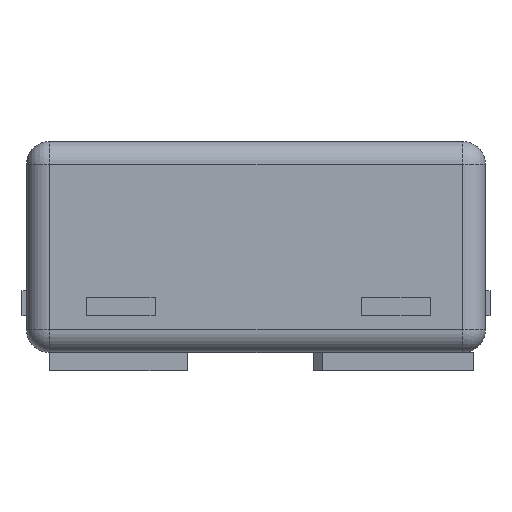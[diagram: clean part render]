
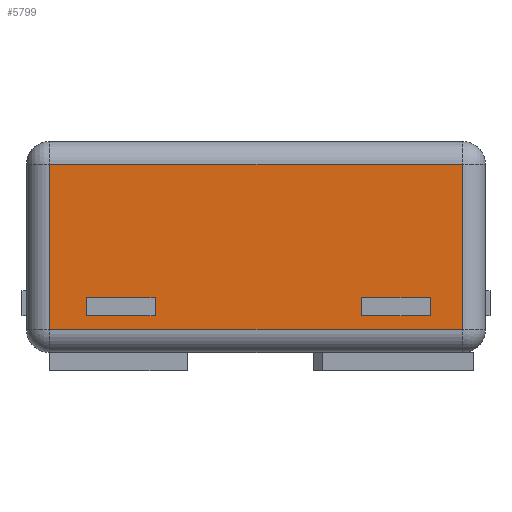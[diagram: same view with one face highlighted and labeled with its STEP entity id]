
A CAD part, left-side view. The second image highlights one B-rep face of the part: STEP entity #5799.
In plain terms, the highlighted planar face has unit normal (-1, 0, 0).
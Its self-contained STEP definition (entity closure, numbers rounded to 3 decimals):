
#194 = EDGE_LOOP ( 'NONE', ( #4266, #26376, #2264, #24395 ) ) ;
#393 = ORIENTED_EDGE ( 'NONE', *, *, #28613, .F. ) ;
#501 = DIRECTION ( 'NONE',  ( 0., 0., -1. ) ) ;
#820 = VECTOR ( 'NONE', #20008, 1000. ) ;
#1081 = EDGE_CURVE ( 'NONE', #26695, #3070, #15088, .T. ) ;
#1226 = VECTOR ( 'NONE', #24841, 1000. ) ;
#1695 = VERTEX_POINT ( 'NONE', #12456 ) ;
#1880 = VERTEX_POINT ( 'NONE', #22213 ) ;
#2145 = ORIENTED_EDGE ( 'NONE', *, *, #29493, .F. ) ;
#2264 = ORIENTED_EDGE ( 'NONE', *, *, #1081, .T. ) ;
#2503 = VERTEX_POINT ( 'NONE', #21439 ) ;
#3070 = VERTEX_POINT ( 'NONE', #30295 ) ;
#3198 = LINE ( 'NONE', #27177, #1226 ) ;
#3913 = EDGE_CURVE ( 'NONE', #1880, #1695, #12643, .T. ) ;
#4098 = DIRECTION ( 'NONE',  ( 0., 1., 0. ) ) ;
#4266 = ORIENTED_EDGE ( 'NONE', *, *, #3913, .T. ) ;
#4854 = EDGE_CURVE ( 'NONE', #24519, #24222, #3198, .T. ) ;
#4918 = VECTOR ( 'NONE', #14738, 1000. ) ;
#5697 = FACE_BOUND ( 'NONE', #21469, .T. ) ;
#5799 = ADVANCED_FACE ( 'NONE', ( #24849, #24527, #5697 ), #22516, .F. ) ;
#5828 = DIRECTION ( 'NONE',  ( 0., 0., 1. ) ) ;
#6170 = VECTOR ( 'NONE', #23390, 1000. ) ;
#6840 = CARTESIAN_POINT ( 'NONE',  ( -0.75, -0.38, 0.16 ) ) ;
#7163 = LINE ( 'NONE', #28504, #17994 ) ;
#7341 = CARTESIAN_POINT ( 'NONE',  ( -0.75, 0.22, 0.12 ) ) ;
#7528 = LINE ( 'NONE', #17075, #4918 ) ;
#8559 = VECTOR ( 'NONE', #501, 1000. ) ;
#9708 = DIRECTION ( 'NONE',  ( 0., 1., 0. ) ) ;
#9814 = CARTESIAN_POINT ( 'NONE',  ( -0.75, 0.37, 0.12 ) ) ;
#10041 = EDGE_CURVE ( 'NONE', #1695, #26695, #12304, .T. ) ;
#10732 = CARTESIAN_POINT ( 'NONE',  ( -0.75, 0.22, 0.12 ) ) ;
#10752 = CARTESIAN_POINT ( 'NONE',  ( -0.75, 0.5, 0.5 ) ) ;
#11796 = VECTOR ( 'NONE', #22833, 1000. ) ;
#12304 = LINE ( 'NONE', #14453, #8559 ) ;
#12336 = LINE ( 'NONE', #9814, #16763 ) ;
#12456 = CARTESIAN_POINT ( 'NONE',  ( -0.75, 0.45, 0.45 ) ) ;
#12539 = ORIENTED_EDGE ( 'NONE', *, *, #26043, .F. ) ;
#12569 = EDGE_CURVE ( 'NONE', #24235, #26238, #22496, .T. ) ;
#12643 = LINE ( 'NONE', #19127, #27617 ) ;
#12717 = ORIENTED_EDGE ( 'NONE', *, *, #21450, .F. ) ;
#13049 = CARTESIAN_POINT ( 'NONE',  ( -0.75, -0.45, 0.5 ) ) ;
#13575 = EDGE_LOOP ( 'NONE', ( #2145, #393, #12717, #30745 ) ) ;
#14453 = CARTESIAN_POINT ( 'NONE',  ( -0.75, 0.45, 0.5 ) ) ;
#14738 = DIRECTION ( 'NONE',  ( 0., 0., -1. ) ) ;
#14905 = VECTOR ( 'NONE', #5828, 1000. ) ;
#15088 = LINE ( 'NONE', #29206, #820 ) ;
#15387 = EDGE_CURVE ( 'NONE', #25755, #24235, #12336, .T. ) ;
#15432 = LINE ( 'NONE', #17731, #28156 ) ;
#15578 = LINE ( 'NONE', #20206, #11796 ) ;
#15667 = LINE ( 'NONE', #13049, #14905 ) ;
#15692 = DIRECTION ( 'NONE',  ( 1., 0., 0. ) ) ;
#16056 = CARTESIAN_POINT ( 'NONE',  ( -0.75, 0.37, 0.12 ) ) ;
#16646 = VERTEX_POINT ( 'NONE', #24798 ) ;
#16763 = VECTOR ( 'NONE', #24387, 1000. ) ;
#16875 = ORIENTED_EDGE ( 'NONE', *, *, #15387, .F. ) ;
#17075 = CARTESIAN_POINT ( 'NONE',  ( -0.75, -0.23, 0.12 ) ) ;
#17731 = CARTESIAN_POINT ( 'NONE',  ( -0.75, 0.22, 0.16 ) ) ;
#17994 = VECTOR ( 'NONE', #9708, 1000. ) ;
#18051 = CARTESIAN_POINT ( 'NONE',  ( -0.75, -0.23, 0.12 ) ) ;
#18656 = VECTOR ( 'NONE', #29726, 1000. ) ;
#19127 = CARTESIAN_POINT ( 'NONE',  ( -0.75, 0.5, 0.45 ) ) ;
#20008 = DIRECTION ( 'NONE',  ( 0., -1., 0. ) ) ;
#20161 = AXIS2_PLACEMENT_3D ( 'NONE', #10752, #15692, #4098 ) ;
#20206 = CARTESIAN_POINT ( 'NONE',  ( -0.75, 0.22, 0.12 ) ) ;
#21307 = CARTESIAN_POINT ( 'NONE',  ( -0.75, -0.38, 0.12 ) ) ;
#21439 = CARTESIAN_POINT ( 'NONE',  ( -0.75, 0.22, 0.16 ) ) ;
#21450 = EDGE_CURVE ( 'NONE', #24222, #16646, #7163, .T. ) ;
#21469 = EDGE_LOOP ( 'NONE', ( #29854, #16875, #12539, #23981 ) ) ;
#22213 = CARTESIAN_POINT ( 'NONE',  ( -0.75, -0.45, 0.45 ) ) ;
#22496 = LINE ( 'NONE', #10732, #6170 ) ;
#22509 = VERTEX_POINT ( 'NONE', #18051 ) ;
#22516 = PLANE ( 'NONE',  #20161 ) ;
#22537 = LINE ( 'NONE', #29877, #18656 ) ;
#22833 = DIRECTION ( 'NONE',  ( 0., 0., 1. ) ) ;
#23390 = DIRECTION ( 'NONE',  ( 0., -1., 0. ) ) ;
#23981 = ORIENTED_EDGE ( 'NONE', *, *, #28796, .F. ) ;
#24091 = CARTESIAN_POINT ( 'NONE',  ( -0.75, 0.45, 0.09 ) ) ;
#24222 = VERTEX_POINT ( 'NONE', #6840 ) ;
#24235 = VERTEX_POINT ( 'NONE', #16056 ) ;
#24257 = DIRECTION ( 'NONE',  ( 0., 1., 0. ) ) ;
#24387 = DIRECTION ( 'NONE',  ( 0., 0., -1. ) ) ;
#24395 = ORIENTED_EDGE ( 'NONE', *, *, #27751, .T. ) ;
#24519 = VERTEX_POINT ( 'NONE', #21307 ) ;
#24527 = FACE_BOUND ( 'NONE', #13575, .T. ) ;
#24798 = CARTESIAN_POINT ( 'NONE',  ( -0.75, -0.23, 0.16 ) ) ;
#24841 = DIRECTION ( 'NONE',  ( 0., 0., 1. ) ) ;
#24849 = FACE_OUTER_BOUND ( 'NONE', #194, .T. ) ;
#25755 = VERTEX_POINT ( 'NONE', #29976 ) ;
#26043 = EDGE_CURVE ( 'NONE', #2503, #25755, #15432, .T. ) ;
#26238 = VERTEX_POINT ( 'NONE', #7341 ) ;
#26376 = ORIENTED_EDGE ( 'NONE', *, *, #10041, .T. ) ;
#26695 = VERTEX_POINT ( 'NONE', #24091 ) ;
#27177 = CARTESIAN_POINT ( 'NONE',  ( -0.75, -0.38, 0.12 ) ) ;
#27617 = VECTOR ( 'NONE', #24257, 1000. ) ;
#27751 = EDGE_CURVE ( 'NONE', #3070, #1880, #15667, .T. ) ;
#28156 = VECTOR ( 'NONE', #29254, 1000. ) ;
#28504 = CARTESIAN_POINT ( 'NONE',  ( -0.75, -0.38, 0.16 ) ) ;
#28613 = EDGE_CURVE ( 'NONE', #16646, #22509, #7528, .T. ) ;
#28796 = EDGE_CURVE ( 'NONE', #26238, #2503, #15578, .T. ) ;
#29206 = CARTESIAN_POINT ( 'NONE',  ( -0.75, 0.5, 0.09 ) ) ;
#29254 = DIRECTION ( 'NONE',  ( 0., 1., 0. ) ) ;
#29493 = EDGE_CURVE ( 'NONE', #22509, #24519, #22537, .T. ) ;
#29726 = DIRECTION ( 'NONE',  ( 0., -1., 0. ) ) ;
#29854 = ORIENTED_EDGE ( 'NONE', *, *, #12569, .F. ) ;
#29877 = CARTESIAN_POINT ( 'NONE',  ( -0.75, -0.38, 0.12 ) ) ;
#29976 = CARTESIAN_POINT ( 'NONE',  ( -0.75, 0.37, 0.16 ) ) ;
#30295 = CARTESIAN_POINT ( 'NONE',  ( -0.75, -0.45, 0.09 ) ) ;
#30745 = ORIENTED_EDGE ( 'NONE', *, *, #4854, .F. ) ;
